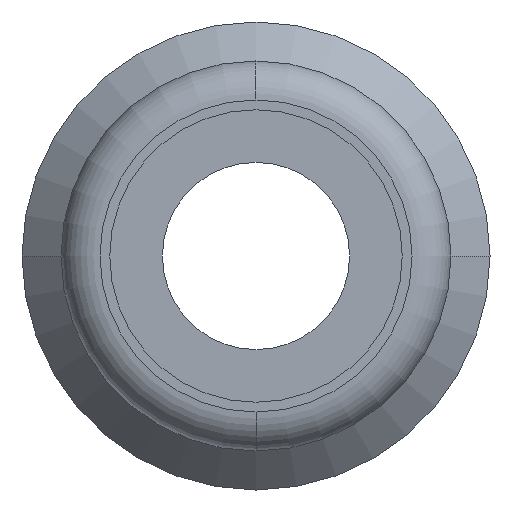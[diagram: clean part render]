
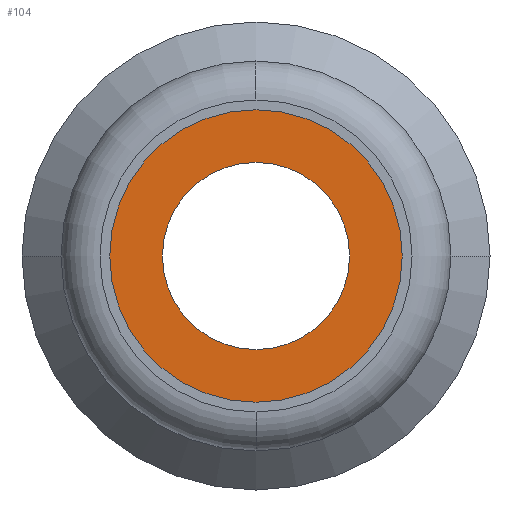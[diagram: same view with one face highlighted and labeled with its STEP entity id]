
A CAD part, front view. The second image highlights one B-rep face of the part: STEP entity #104.
In plain terms, the highlighted planar face has unit normal (0, -1, 0).
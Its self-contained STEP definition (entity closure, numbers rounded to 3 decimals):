
#104=ADVANCED_FACE('',(#224,#225),#226,.F.);
#224=FACE_BOUND('',#365,.T.);
#225=FACE_OUTER_BOUND('',#366,.T.);
#226=PLANE('',#367);
#365=EDGE_LOOP('',(#601,#602));
#366=EDGE_LOOP('',(#603,#604));
#367=AXIS2_PLACEMENT_3D('',#605,#606,#607);
#601=ORIENTED_EDGE('',*,*,#871,.F.);
#602=ORIENTED_EDGE('',*,*,#873,.F.);
#603=ORIENTED_EDGE('',*,*,#864,.F.);
#604=ORIENTED_EDGE('',*,*,#877,.F.);
#605=CARTESIAN_POINT('',(0.0,19.0,0.0));
#606=DIRECTION('',(-0.0,1.0,0.0));
#607=DIRECTION('',(1.0,0.0,0.0));
#864=EDGE_CURVE('',#1043,#1046,#1047,.T.);
#871=EDGE_CURVE('',#1057,#1053,#1059,.T.);
#873=EDGE_CURVE('',#1053,#1057,#1061,.T.);
#877=EDGE_CURVE('',#1046,#1043,#1065,.T.);
#1043=VERTEX_POINT('',#1257);
#1046=VERTEX_POINT('',#1261);
#1047=CIRCLE('',#1262,3.75);
#1053=VERTEX_POINT('',#1269);
#1057=VERTEX_POINT('',#1274);
#1059=CIRCLE('',#1277,2.4);
#1061=CIRCLE('',#1279,2.4);
#1065=CIRCLE('',#1283,3.75);
#1257=CARTESIAN_POINT('',(3.75,19.0,0.0));
#1261=CARTESIAN_POINT('',(-3.75,19.0,0.));
#1262=AXIS2_PLACEMENT_3D('',#1448,#1449,#1450);
#1269=CARTESIAN_POINT('',(2.4,19.0,0.));
#1274=CARTESIAN_POINT('',(-2.4,19.0,0.));
#1277=AXIS2_PLACEMENT_3D('',#1460,#1461,#1462);
#1279=AXIS2_PLACEMENT_3D('',#1463,#1464,#1465);
#1283=AXIS2_PLACEMENT_3D('',#1472,#1473,#1474);
#1448=CARTESIAN_POINT('',(0.0,19.0,0.0));
#1449=DIRECTION('',(-0.0,1.0,0.0));
#1450=DIRECTION('',(1.0,0.0,0.0));
#1460=CARTESIAN_POINT('',(0.0,19.0,0.0));
#1461=DIRECTION('',(0.0,-1.0,0.0));
#1462=DIRECTION('',(1.0,0.0,0.0));
#1463=CARTESIAN_POINT('',(0.0,19.0,0.0));
#1464=DIRECTION('',(0.0,-1.0,0.0));
#1465=DIRECTION('',(1.0,0.0,0.0));
#1472=CARTESIAN_POINT('',(0.0,19.0,0.0));
#1473=DIRECTION('',(-0.0,1.0,0.0));
#1474=DIRECTION('',(1.0,0.0,0.0));
